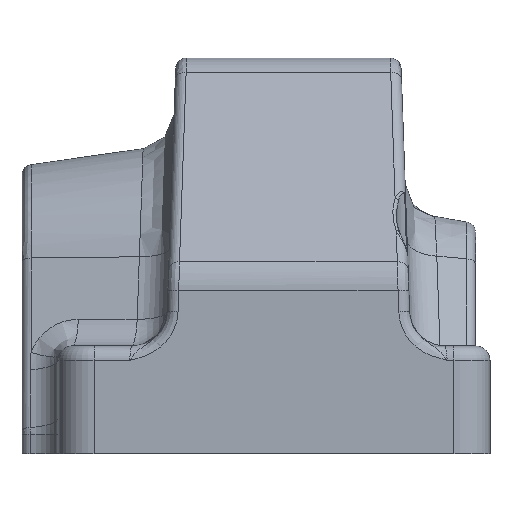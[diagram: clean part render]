
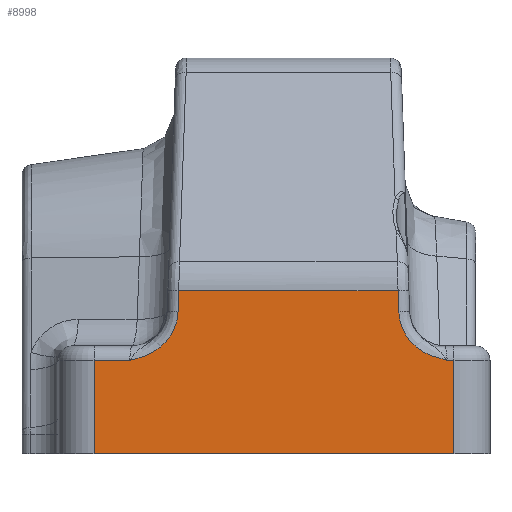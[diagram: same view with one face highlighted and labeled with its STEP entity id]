
A CAD part, left-side view. The second image highlights one B-rep face of the part: STEP entity #8998.
In plain terms, the highlighted planar face has unit normal (-1, 0, 0).
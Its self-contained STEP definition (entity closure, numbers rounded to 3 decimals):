
#837 = B_SPLINE_CURVE_WITH_KNOTS ( 'NONE', 3,
 ( #6357, #6356, #4624, #4625, #4626, #4627, #4628, #4629, #4630, #4631, #4632, #4633, #4634, #4635, #4636, #4637, #4638, #4639, #4640, #4641, #4642, #4643 ),
 .UNSPECIFIED., .F., .F.,
 ( 4, 2, 2, 2, 2, 2, 2, 2, 2, 2, 4 ),
 ( 0., 0.001, 0.002, 0.003, 0.004, 0.005, 0.006, 0.008, 0.009, 0.01, 0.01 ),
 .UNSPECIFIED. ) ;
#856 = B_SPLINE_CURVE_WITH_KNOTS ( 'NONE', 3,
 ( #4623, #4622, #4653, #4654, #4655, #4656, #4657, #4658, #4659, #4660, #4661, #4662, #4663, #4664, #4665, #4666, #4667, #4668, #4669, #4670 ),
 .UNSPECIFIED., .F., .F.,
 ( 4, 2, 2, 2, 2, 2, 2, 2, 2, 4 ),
 ( 0., 0.001, 0.003, 0.004, 0.005, 0.006, 0.008, 0.008, 0.009, 0.01 ),
 .UNSPECIFIED. ) ;
#1667 = VECTOR ( 'NONE', #4674, 1000. ) ;
#1669 = VECTOR ( 'NONE', #4672, 1000. ) ;
#1670 = LINE ( 'NONE', #4671, #1669 ) ;
#1671 = VECTOR ( 'NONE', #4651, 1000. ) ;
#1673 = LINE ( 'NONE', #4673, #1667 ) ;
#1674 = VECTOR ( 'NONE', #4649, 1000. ) ;
#1675 = LINE ( 'NONE', #4650, #1671 ) ;
#1676 = VECTOR ( 'NONE', #4647, 1000. ) ;
#1677 = LINE ( 'NONE', #4648, #1674 ) ;
#1678 = VECTOR ( 'NONE', #4645, 1000. ) ;
#1679 = LINE ( 'NONE', #4644, #1678 ) ;
#1681 = VECTOR ( 'NONE', #4621, 1000. ) ;
#1683 = LINE ( 'NONE', #4646, #1676 ) ;
#1685 = LINE ( 'NONE', #4620, #1681 ) ;
#1802 = VECTOR ( 'NONE', #6083, 1000. ) ;
#1804 = LINE ( 'NONE', #6082, #1802 ) ;
#2070 = FACE_OUTER_BOUND ( 'NONE', #8207, .T. ) ;
#4620 = CARTESIAN_POINT ( 'NONE',  ( -43., 9.63, 54.201 ) ) ;
#4621 = DIRECTION ( 'NONE',  ( 0., 0.035, -0.999 ) ) ;
#4622 = CARTESIAN_POINT ( 'NONE',  ( -43., -26.151, 13.102 ) ) ;
#4623 = CARTESIAN_POINT ( 'NONE',  ( -43., -26.573, 13. ) ) ;
#4624 = CARTESIAN_POINT ( 'NONE',  ( -43., 10.906, 18.894 ) ) ;
#4625 = CARTESIAN_POINT ( 'NONE',  ( -43., 11.054, 18.268 ) ) ;
#4626 = CARTESIAN_POINT ( 'NONE',  ( -43., 11.114, 18.061 ) ) ;
#4627 = CARTESIAN_POINT ( 'NONE',  ( -43., 11.255, 17.652 ) ) ;
#4628 = CARTESIAN_POINT ( 'NONE',  ( -43., 11.336, 17.449 ) ) ;
#4629 = CARTESIAN_POINT ( 'NONE',  ( -43., 11.605, 16.86 ) ) ;
#4630 = CARTESIAN_POINT ( 'NONE',  ( -43., 11.821, 16.49 ) ) ;
#4631 = CARTESIAN_POINT ( 'NONE',  ( -43., 12.324, 15.79 ) ) ;
#4632 = CARTESIAN_POINT ( 'NONE',  ( -43., 12.613, 15.461 ) ) ;
#4633 = CARTESIAN_POINT ( 'NONE',  ( -43., 13.239, 14.871 ) ) ;
#4634 = CARTESIAN_POINT ( 'NONE',  ( -43., 13.578, 14.607 ) ) ;
#4635 = CARTESIAN_POINT ( 'NONE',  ( -43., 14.305, 14.137 ) ) ;
#4636 = CARTESIAN_POINT ( 'NONE',  ( -43., 14.691, 13.935 ) ) ;
#4637 = CARTESIAN_POINT ( 'NONE',  ( -43., 15.486, 13.591 ) ) ;
#4638 = CARTESIAN_POINT ( 'NONE',  ( -43., 15.897, 13.449 ) ) ;
#4639 = CARTESIAN_POINT ( 'NONE',  ( -43., 16.521, 13.266 ) ) ;
#4640 = CARTESIAN_POINT ( 'NONE',  ( -43., 16.731, 13.21 ) ) ;
#4641 = CARTESIAN_POINT ( 'NONE',  ( -43., 17.151, 13.102 ) ) ;
#4642 = CARTESIAN_POINT ( 'NONE',  ( -43., 17.364, 13.051 ) ) ;
#4643 = CARTESIAN_POINT ( 'NONE',  ( -43., 17.573, 13. ) ) ;
#4644 = CARTESIAN_POINT ( 'NONE',  ( -43., 22.5, 13. ) ) ;
#4645 = DIRECTION ( 'NONE',  ( 0., 1., 0. ) ) ;
#4646 = CARTESIAN_POINT ( 'NONE',  ( -43., 22.5, 55. ) ) ;
#4647 = DIRECTION ( 'NONE',  ( 0., 0., -1. ) ) ;
#4648 = CARTESIAN_POINT ( 'NONE',  ( -43., -27.5, 55. ) ) ;
#4649 = DIRECTION ( 'NONE',  ( 0., 0., 1. ) ) ;
#4650 = CARTESIAN_POINT ( 'NONE',  ( -43., -21.5, 13. ) ) ;
#4651 = DIRECTION ( 'NONE',  ( 0., 1., 0. ) ) ;
#4653 = CARTESIAN_POINT ( 'NONE',  ( -43., -25.729, 13.205 ) ) ;
#4654 = CARTESIAN_POINT ( 'NONE',  ( -43., -24.897, 13.449 ) ) ;
#4655 = CARTESIAN_POINT ( 'NONE',  ( -43., -24.486, 13.591 ) ) ;
#4656 = CARTESIAN_POINT ( 'NONE',  ( -43., -23.691, 13.935 ) ) ;
#4657 = CARTESIAN_POINT ( 'NONE',  ( -43., -23.305, 14.137 ) ) ;
#4658 = CARTESIAN_POINT ( 'NONE',  ( -43., -22.578, 14.607 ) ) ;
#4659 = CARTESIAN_POINT ( 'NONE',  ( -43., -22.239, 14.871 ) ) ;
#4660 = CARTESIAN_POINT ( 'NONE',  ( -43., -21.613, 15.461 ) ) ;
#4661 = CARTESIAN_POINT ( 'NONE',  ( -43., -21.324, 15.79 ) ) ;
#4662 = CARTESIAN_POINT ( 'NONE',  ( -43., -20.821, 16.49 ) ) ;
#4663 = CARTESIAN_POINT ( 'NONE',  ( -43., -20.605, 16.86 ) ) ;
#4664 = CARTESIAN_POINT ( 'NONE',  ( -43., -20.336, 17.449 ) ) ;
#4665 = CARTESIAN_POINT ( 'NONE',  ( -43., -20.255, 17.652 ) ) ;
#4666 = CARTESIAN_POINT ( 'NONE',  ( -43., -20.114, 18.061 ) ) ;
#4667 = CARTESIAN_POINT ( 'NONE',  ( -43., -20.054, 18.268 ) ) ;
#4668 = CARTESIAN_POINT ( 'NONE',  ( -43., -19.906, 18.894 ) ) ;
#4669 = CARTESIAN_POINT ( 'NONE',  ( -43., -19.848, 19.32 ) ) ;
#4670 = CARTESIAN_POINT ( 'NONE',  ( -43., -19.833, 19.755 ) ) ;
#4671 = CARTESIAN_POINT ( 'NONE',  ( -43., -18.54, 56.782 ) ) ;
#4672 = DIRECTION ( 'NONE',  ( 0., 0.035, 0.999 ) ) ;
#4673 = CARTESIAN_POINT ( 'NONE',  ( -43., 12.151, 22.697 ) ) ;
#4674 = DIRECTION ( 'NONE',  ( 0., 1., 0. ) ) ;
#5783 = AXIS2_PLACEMENT_3D ( 'NONE', #11233, #11242, #11243 ) ;
#6082 = CARTESIAN_POINT ( 'NONE',  ( -43., 32.5, 0. ) ) ;
#6083 = DIRECTION ( 'NONE',  ( 0., -1., 0. ) ) ;
#6356 = CARTESIAN_POINT ( 'NONE',  ( -43., 10.848, 19.32 ) ) ;
#6357 = CARTESIAN_POINT ( 'NONE',  ( -43., 10.833, 19.755 ) ) ;
#7393 = ORIENTED_EDGE ( 'NONE', *, *, #9229, .T. ) ;
#7394 = ORIENTED_EDGE ( 'NONE', *, *, #9230, .T. ) ;
#7395 = ORIENTED_EDGE ( 'NONE', *, *, #9231, .T. ) ;
#7396 = ORIENTED_EDGE ( 'NONE', *, *, #9232, .T. ) ;
#7397 = ORIENTED_EDGE ( 'NONE', *, *, #9151, .T. ) ;
#7398 = ORIENTED_EDGE ( 'NONE', *, *, #9233, .T. ) ;
#7399 = ORIENTED_EDGE ( 'NONE', *, *, #9234, .T. ) ;
#7400 = ORIENTED_EDGE ( 'NONE', *, *, #9235, .T. ) ;
#7401 = ORIENTED_EDGE ( 'NONE', *, *, #9236, .T. ) ;
#7402 = ORIENTED_EDGE ( 'NONE', *, *, #9237, .T. ) ;
#8174 = VERTEX_POINT ( 'NONE', #10581 ) ;
#8176 = VERTEX_POINT ( 'NONE', #10583 ) ;
#8178 = VERTEX_POINT ( 'NONE', #10585 ) ;
#8179 = VERTEX_POINT ( 'NONE', #10586 ) ;
#8181 = VERTEX_POINT ( 'NONE', #10588 ) ;
#8207 = EDGE_LOOP ( 'NONE', ( #7393, #7394, #7395, #7396, #7397, #7398, #7399, #7400, #7401, #7402 ) ) ;
#8670 = VERTEX_POINT ( 'NONE', #12742 ) ;
#8694 = VERTEX_POINT ( 'NONE', #13006 ) ;
#8751 = VERTEX_POINT ( 'NONE', #13135 ) ;
#8756 = VERTEX_POINT ( 'NONE', #13138 ) ;
#8770 = VERTEX_POINT ( 'NONE', #10011 ) ;
#8998 = ADVANCED_FACE ( 'NONE', ( #2070 ), #11240, .F. ) ;
#9151 = EDGE_CURVE ( 'NONE', #8670, #8694, #1804, .T. ) ;
#9229 = EDGE_CURVE ( 'NONE', #8770, #8751, #1685, .T. ) ;
#9230 = EDGE_CURVE ( 'NONE', #8751, #8756, #837, .T. ) ;
#9231 = EDGE_CURVE ( 'NONE', #8756, #8174, #1679, .T. ) ;
#9232 = EDGE_CURVE ( 'NONE', #8174, #8670, #1683, .T. ) ;
#9233 = EDGE_CURVE ( 'NONE', #8694, #8176, #1677, .T. ) ;
#9234 = EDGE_CURVE ( 'NONE', #8176, #8178, #1675, .T. ) ;
#9235 = EDGE_CURVE ( 'NONE', #8178, #8179, #856, .T. ) ;
#9236 = EDGE_CURVE ( 'NONE', #8179, #8181, #1670, .T. ) ;
#9237 = EDGE_CURVE ( 'NONE', #8181, #8770, #1673, .T. ) ;
#10011 = CARTESIAN_POINT ( 'NONE',  ( -43., 10.73, 22.697 ) ) ;
#10581 = CARTESIAN_POINT ( 'NONE',  ( -43., 22.5, 13. ) ) ;
#10583 = CARTESIAN_POINT ( 'NONE',  ( -43., -27.5, 13. ) ) ;
#10585 = CARTESIAN_POINT ( 'NONE',  ( -43., -26.573, 13. ) ) ;
#10586 = CARTESIAN_POINT ( 'NONE',  ( -43., -19.833, 19.755 ) ) ;
#10588 = CARTESIAN_POINT ( 'NONE',  ( -43., -19.73, 22.697 ) ) ;
#11233 = CARTESIAN_POINT ( 'NONE',  ( -43., 32.5, 55. ) ) ;
#11240 = PLANE ( 'NONE',  #5783 ) ;
#11242 = DIRECTION ( 'NONE',  ( 1., 0., 0. ) ) ;
#11243 = DIRECTION ( 'NONE',  ( 0., 1., 0. ) ) ;
#12742 = CARTESIAN_POINT ( 'NONE',  ( -43., 22.5, 0. ) ) ;
#13006 = CARTESIAN_POINT ( 'NONE',  ( -43., -27.5, 0. ) ) ;
#13135 = CARTESIAN_POINT ( 'NONE',  ( -43., 10.833, 19.755 ) ) ;
#13138 = CARTESIAN_POINT ( 'NONE',  ( -43., 17.573, 13. ) ) ;
